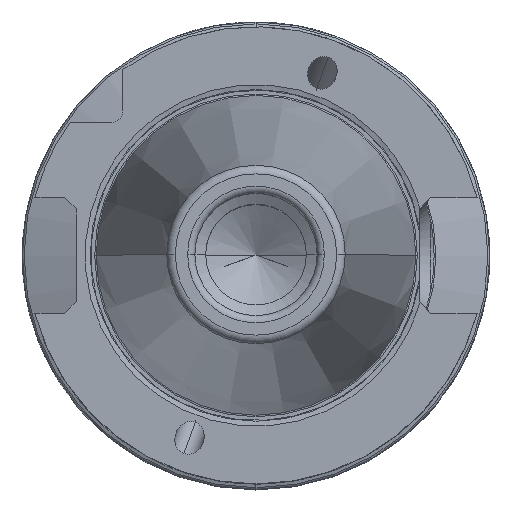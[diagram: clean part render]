
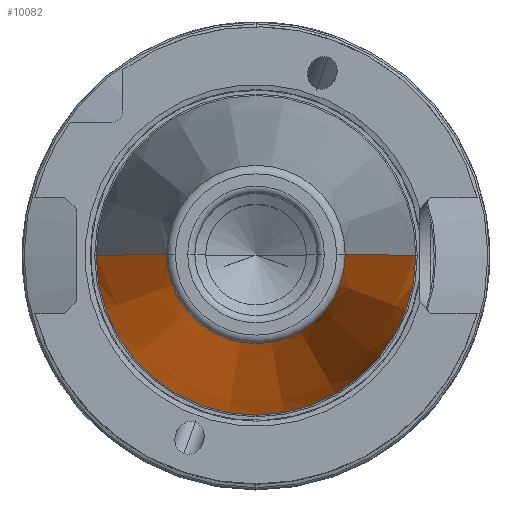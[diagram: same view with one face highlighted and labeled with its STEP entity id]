
A CAD part, top view. The second image highlights one B-rep face of the part: STEP entity #10082.
In plain terms, the highlighted conical face has half-angle 8.3 degrees and reference radius 17.311 mm.
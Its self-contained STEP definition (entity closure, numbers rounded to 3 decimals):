
#4664=CARTESIAN_POINT('',(0.,0.,0.));
#4665=DIRECTION('',(0.,0.,1.));
#4666=DIRECTION('',(-1.,0.,0.));
#4667=AXIS2_PLACEMENT_3D('',#4664,#4665,#4666);
#4680=CARTESIAN_POINT('',(0.,0.,67.373));
#4681=DIRECTION('',(0.,0.,1.));
#4682=DIRECTION('',(-1.,0.,0.));
#4683=AXIS2_PLACEMENT_3D('',#4680,#4681,#4682);
#4872=DIRECTION('',(0.144,0.,0.99));
#4873=VECTOR('',#4872,68.086);
#4874=CARTESIAN_POINT('',(-22.225,0.,0.));
#4875=LINE('',#4874,#4873);
#4887=DIRECTION('',(-0.144,0.,0.99));
#4888=VECTOR('',#4887,68.086);
#4889=CARTESIAN_POINT('',(22.225,0.,0.));
#4890=LINE('',#4889,#4888);
#6970=CARTESIAN_POINT('',(22.225,0.,0.));
#6971=VERTEX_POINT('',#6970);
#6972=CARTESIAN_POINT('',(-22.225,0.,0.));
#6973=VERTEX_POINT('',#6972);
#7139=CARTESIAN_POINT('',(-12.396,0.,67.373));
#7140=CARTESIAN_POINT('',(12.396,0.,67.373));
#7141=VERTEX_POINT('',#7139);
#7142=VERTEX_POINT('',#7140);
#10068=CARTESIAN_POINT('',(0.,0.,33.687));
#10069=DIRECTION('',(0.,0.,-1.));
#10070=DIRECTION('',(-1.,0.,0.));
#10071=AXIS2_PLACEMENT_3D('',#10068,#10069,#10070);
#10072=CONICAL_SURFACE('',#10071,17.311,8.3);
#10074=ORIENTED_EDGE('',*,*,#10073,.T.);
#10076=ORIENTED_EDGE('',*,*,#10075,.F.);
#10077=ORIENTED_EDGE('',*,*,#10063,.F.);
#10079=ORIENTED_EDGE('',*,*,#10078,.T.);
#10080=EDGE_LOOP('',(#10074,#10076,#10077,#10079));
#10081=FACE_OUTER_BOUND('',#10080,.F.);
#4668=CIRCLE('',#4667,22.225);
#4684=CIRCLE('',#4683,12.396);
#10063=EDGE_CURVE('',#6973,#6971,#4668,.T.);
#10073=EDGE_CURVE('',#7141,#7142,#4684,.T.);
#10075=EDGE_CURVE('',#6971,#7142,#4890,.T.);
#10078=EDGE_CURVE('',#6973,#7141,#4875,.T.);
#10082=ADVANCED_FACE('',(#10081),#10072,.T.);
